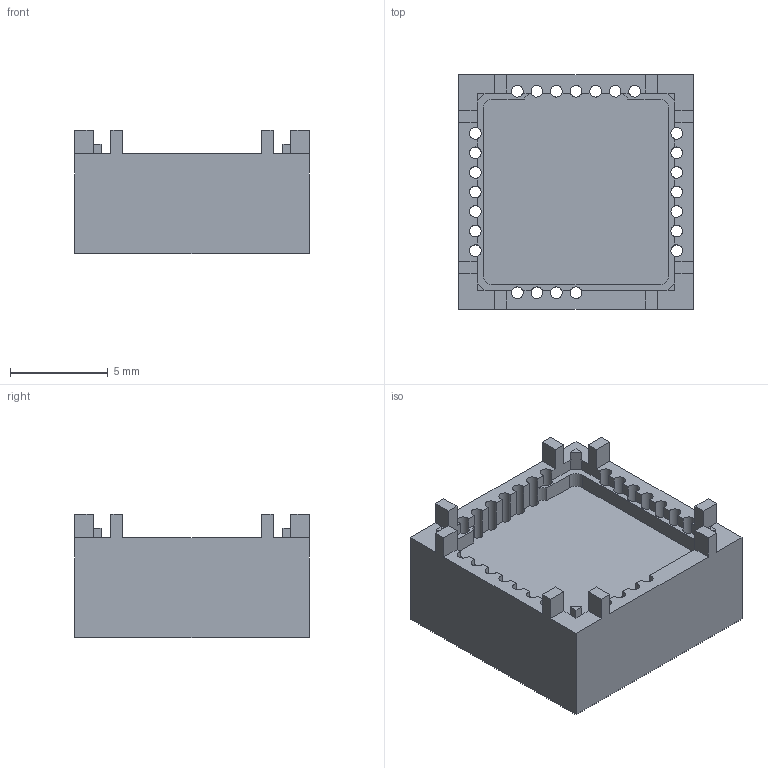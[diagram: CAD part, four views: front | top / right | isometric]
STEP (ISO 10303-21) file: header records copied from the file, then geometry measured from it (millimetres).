
FILE_DESCRIPTION(/* description */ (''),/* implementation_level */ '2;1');
FILE_NAME(/* name */ 'Solder jig.stp',/* time_stamp */ '2019-11-07T12:46:50+01:00',/* author */ ('veldhuijzen'),/* organization */ (''),/* preprocessor_version */ 'ST-DEVELOPER v18',/* originating_system */ 'Autodesk Inventor 2020',/* authorisation */ '');
FILE_SCHEMA (('AUTOMOTIVE_DESIGN { 1 0 10303 214 3 1 1 }'));
Length unit declared in the file: millimetre
Products named in the file (1): SOLDEERMAL
Bounding box: 12 x 12 x 6.3 mm (x, y, z)
Volume: 571.3 mm3; surface area: 820.3 mm2
Topology: 1 solids, 1 shells, 120 faces, 421 edges, 278 vertices
Faces by surface type: plane 89, cylinder 31
Full cylindrical faces by diameter (mm): 0.6 x25
Entity records: 4676 total; most frequent: ORIENTED_EDGE 842, CARTESIAN_POINT 820, DIRECTION 777, EDGE_CURVE 421, LINE 307, VECTOR 307, VERTEX_POINT 278, AXIS2_PLACEMENT_3D 235
